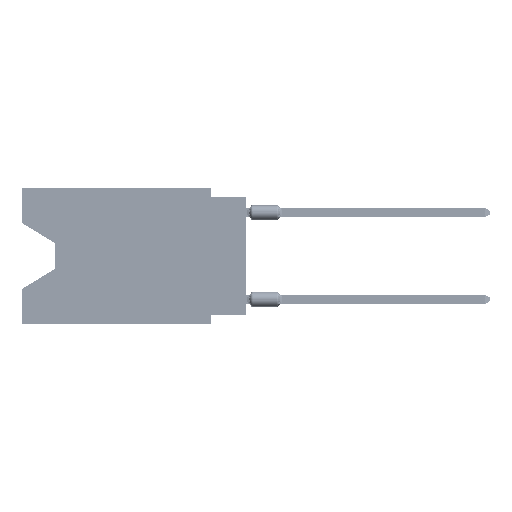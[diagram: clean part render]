
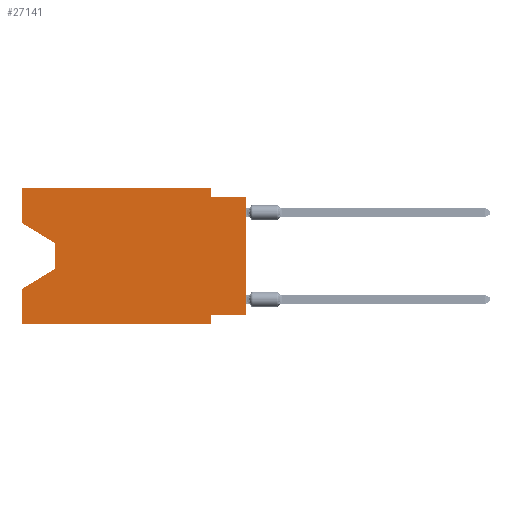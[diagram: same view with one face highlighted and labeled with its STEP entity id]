
A CAD part, left-side view. The second image highlights one B-rep face of the part: STEP entity #27141.
In plain terms, the highlighted planar face has unit normal (-1, 0, 0).
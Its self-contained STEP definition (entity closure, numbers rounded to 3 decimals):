
#433 = CARTESIAN_POINT ( 'NONE',  ( 0., 13.97, -4.013 ) ) ;
#1101 = LINE ( 'NONE', #73200, #56994 ) ;
#1371 = LINE ( 'NONE', #26842, #67376 ) ;
#1454 = VERTEX_POINT ( 'NONE', #77425 ) ;
#2695 = LINE ( 'NONE', #38799, #76116 ) ;
#3865 = EDGE_CURVE ( 'NONE', #19745, #17783, #43538, .T. ) ;
#4632 = LINE ( 'NONE', #34496, #27287 ) ;
#5077 = ORIENTED_EDGE ( 'NONE', *, *, #36649, .T. ) ;
#5474 = VERTEX_POINT ( 'NONE', #26144 ) ;
#5724 = VERTEX_POINT ( 'NONE', #6074 ) ;
#6074 = CARTESIAN_POINT ( 'NONE',  ( 0., 16.383, -7.36 ) ) ;
#7965 = LINE ( 'NONE', #43672, #36245 ) ;
#9089 = ORIENTED_EDGE ( 'NONE', *, *, #23101, .F. ) ;
#10565 = LINE ( 'NONE', #34511, #77097 ) ;
#10942 = DIRECTION ( 'NONE',  ( 0., -1., 0. ) ) ;
#10956 = FACE_OUTER_BOUND ( 'NONE', #46318, .T. ) ;
#11350 = PLANE ( 'NONE',  #45832 ) ;
#14249 = DIRECTION ( 'NONE',  ( 0., -1., 0. ) ) ;
#14361 = EDGE_CURVE ( 'NONE', #19745, #73221, #1101, .T. ) ;
#17783 = VERTEX_POINT ( 'NONE', #23951 ) ;
#18419 = VERTEX_POINT ( 'NONE', #46008 ) ;
#19203 = DIRECTION ( 'NONE',  ( 0., 1., 0. ) ) ;
#19309 = DIRECTION ( 'NONE',  ( 0., 0., -1. ) ) ;
#19745 = VERTEX_POINT ( 'NONE', #48718 ) ;
#19781 = LINE ( 'NONE', #26830, #28935 ) ;
#20360 = CARTESIAN_POINT ( 'NONE',  ( 0., 0., -9.271 ) ) ;
#20756 = ORIENTED_EDGE ( 'NONE', *, *, #27163, .F. ) ;
#20773 = DIRECTION ( 'NONE',  ( 0., 0.855, -0.519 ) ) ;
#21556 = LINE ( 'NONE', #56808, #45267 ) ;
#23101 = EDGE_CURVE ( 'NONE', #34941, #18419, #19781, .T. ) ;
#23951 = CARTESIAN_POINT ( 'NONE',  ( 0., 16.383, 0. ) ) ;
#25221 = ORIENTED_EDGE ( 'NONE', *, *, #60809, .T. ) ;
#25384 = ORIENTED_EDGE ( 'NONE', *, *, #14361, .T. ) ;
#26144 = CARTESIAN_POINT ( 'NONE',  ( 0., 2.54, 0. ) ) ;
#26191 = VERTEX_POINT ( 'NONE', #51603 ) ;
#26830 = CARTESIAN_POINT ( 'NONE',  ( 0., 0., -0.635 ) ) ;
#26842 = CARTESIAN_POINT ( 'NONE',  ( 0., 2.54, -9.906 ) ) ;
#27141 = ADVANCED_FACE ( 'NONE', ( #10956 ), #11350, .F. ) ;
#27163 = EDGE_CURVE ( 'NONE', #5474, #34941, #10565, .T. ) ;
#27287 = VECTOR ( 'NONE', #10942, 1000. ) ;
#28935 = VECTOR ( 'NONE', #68733, 1000. ) ;
#29382 = DIRECTION ( 'NONE',  ( 1., 0., 0. ) ) ;
#31221 = CARTESIAN_POINT ( 'NONE',  ( 0., 2.54, -0.635 ) ) ;
#31232 = CARTESIAN_POINT ( 'NONE',  ( 0., 16.383, 0. ) ) ;
#31526 = ORIENTED_EDGE ( 'NONE', *, *, #47543, .F. ) ;
#32211 = ORIENTED_EDGE ( 'NONE', *, *, #3865, .F. ) ;
#34496 = CARTESIAN_POINT ( 'NONE',  ( 0., 16.383, 0. ) ) ;
#34511 = CARTESIAN_POINT ( 'NONE',  ( 0., 2.54, 0. ) ) ;
#34941 = VERTEX_POINT ( 'NONE', #31221 ) ;
#35289 = VECTOR ( 'NONE', #19203, 1000. ) ;
#36245 = VECTOR ( 'NONE', #14249, 1000. ) ;
#36649 = EDGE_CURVE ( 'NONE', #72718, #18419, #38532, .T. ) ;
#38532 = LINE ( 'NONE', #62385, #61014 ) ;
#38799 = CARTESIAN_POINT ( 'NONE',  ( 0., 13.97, -4.013 ) ) ;
#39957 = VERTEX_POINT ( 'NONE', #42561 ) ;
#40936 = EDGE_CURVE ( 'NONE', #51934, #5724, #21556, .T. ) ;
#42255 = CARTESIAN_POINT ( 'NONE',  ( 0., 13.97, -5.893 ) ) ;
#42561 = CARTESIAN_POINT ( 'NONE',  ( 0., 2.54, -9.906 ) ) ;
#43538 = LINE ( 'NONE', #56430, #69448 ) ;
#43672 = CARTESIAN_POINT ( 'NONE',  ( 0., 16.383, -9.906 ) ) ;
#45267 = VECTOR ( 'NONE', #20773, 1000. ) ;
#45832 = AXIS2_PLACEMENT_3D ( 'NONE', #72042, #29382, #65407 ) ;
#46008 = CARTESIAN_POINT ( 'NONE',  ( 0., 0., -0.635 ) ) ;
#46318 = EDGE_LOOP ( 'NONE', ( #25384, #25221, #54404, #31526, #60594, #65156, #73960, #5077, #9089, #20756, #73196, #32211 ) ) ;
#46366 = EDGE_CURVE ( 'NONE', #1454, #39957, #7965, .T. ) ;
#47543 = EDGE_CURVE ( 'NONE', #1454, #5724, #60615, .T. ) ;
#48718 = CARTESIAN_POINT ( 'NONE',  ( 0., 16.383, -2.546 ) ) ;
#51603 = CARTESIAN_POINT ( 'NONE',  ( 0., 2.54, -9.271 ) ) ;
#51934 = VERTEX_POINT ( 'NONE', #42255 ) ;
#54404 = ORIENTED_EDGE ( 'NONE', *, *, #40936, .T. ) ;
#55129 = DIRECTION ( 'NONE',  ( 0., 0., 1. ) ) ;
#55238 = LINE ( 'NONE', #20360, #35289 ) ;
#56430 = CARTESIAN_POINT ( 'NONE',  ( 0., 16.383, 0. ) ) ;
#56808 = CARTESIAN_POINT ( 'NONE',  ( 0., 13.97, -5.893 ) ) ;
#56994 = VECTOR ( 'NONE', #66937, 1000. ) ;
#59145 = DIRECTION ( 'NONE',  ( 0., 0., -1. ) ) ;
#60594 = ORIENTED_EDGE ( 'NONE', *, *, #46366, .T. ) ;
#60615 = LINE ( 'NONE', #31232, #64906 ) ;
#60809 = EDGE_CURVE ( 'NONE', #73221, #51934, #2695, .T. ) ;
#61014 = VECTOR ( 'NONE', #73387, 1000. ) ;
#61047 = EDGE_CURVE ( 'NONE', #17783, #5474, #4632, .T. ) ;
#61764 = EDGE_CURVE ( 'NONE', #26191, #39957, #1371, .T. ) ;
#62385 = CARTESIAN_POINT ( 'NONE',  ( 0., 0., 0. ) ) ;
#62466 = DIRECTION ( 'NONE',  ( 0., 0., -1. ) ) ;
#64873 = EDGE_CURVE ( 'NONE', #72718, #26191, #55238, .T. ) ;
#64906 = VECTOR ( 'NONE', #55129, 1000. ) ;
#65156 = ORIENTED_EDGE ( 'NONE', *, *, #61764, .F. ) ;
#65407 = DIRECTION ( 'NONE',  ( 0., 0., -1. ) ) ;
#66937 = DIRECTION ( 'NONE',  ( 0., -0.855, -0.519 ) ) ;
#67376 = VECTOR ( 'NONE', #62466, 1000. ) ;
#68733 = DIRECTION ( 'NONE',  ( 0., -1., 0. ) ) ;
#69448 = VECTOR ( 'NONE', #74828, 1000. ) ;
#70314 = CARTESIAN_POINT ( 'NONE',  ( 0., 0., -9.271 ) ) ;
#72042 = CARTESIAN_POINT ( 'NONE',  ( 0., 16.383, 0. ) ) ;
#72718 = VERTEX_POINT ( 'NONE', #70314 ) ;
#73196 = ORIENTED_EDGE ( 'NONE', *, *, #61047, .F. ) ;
#73200 = CARTESIAN_POINT ( 'NONE',  ( 0., 16.383, -2.546 ) ) ;
#73221 = VERTEX_POINT ( 'NONE', #433 ) ;
#73387 = DIRECTION ( 'NONE',  ( 0., 0., 1. ) ) ;
#73960 = ORIENTED_EDGE ( 'NONE', *, *, #64873, .F. ) ;
#74828 = DIRECTION ( 'NONE',  ( 0., 0., 1. ) ) ;
#76116 = VECTOR ( 'NONE', #19309, 1000. ) ;
#77097 = VECTOR ( 'NONE', #59145, 1000. ) ;
#77425 = CARTESIAN_POINT ( 'NONE',  ( 0., 16.383, -9.906 ) ) ;
